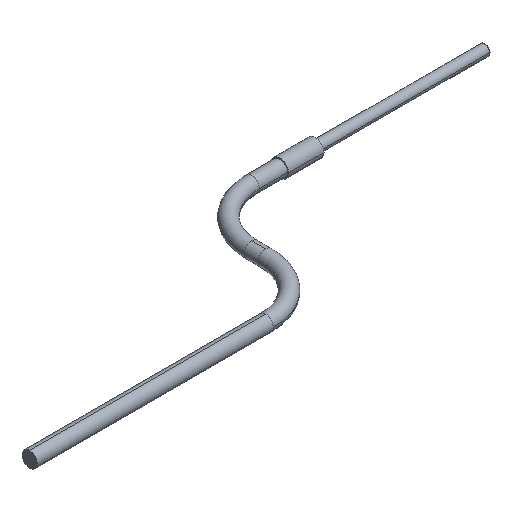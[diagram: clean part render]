
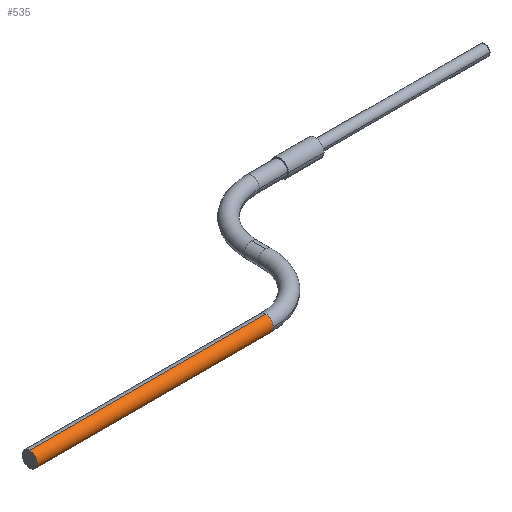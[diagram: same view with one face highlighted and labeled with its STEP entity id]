
A CAD part, isometric view. The second image highlights one B-rep face of the part: STEP entity #535.
In plain terms, the highlighted cylindrical face has radius 3.429 mm (diameter 6.858 mm), a partial arc.
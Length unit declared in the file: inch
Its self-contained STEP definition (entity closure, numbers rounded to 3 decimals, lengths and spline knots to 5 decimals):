
#4 = ORIENTED_EDGE ( 'NONE', *, *, #116, .T. ) ;
#40 = DIRECTION ( 'NONE',  ( -1., 0., 0. ) ) ;
#72 = ORIENTED_EDGE ( 'NONE', *, *, #317, .T. ) ;
#87 = CARTESIAN_POINT ( 'NONE',  ( -6.125, -2.25, 0.135 ) ) ;
#101 = EDGE_CURVE ( 'NONE', #139, #418, #258, .T. ) ;
#110 = CARTESIAN_POINT ( 'NONE',  ( -6.125, -2.25, -0.135 ) ) ;
#116 = EDGE_CURVE ( 'NONE', #634, #418, #215, .T. ) ;
#132 = DIRECTION ( 'NONE',  ( -1., 0., 0. ) ) ;
#139 = VERTEX_POINT ( 'NONE', #392 ) ;
#166 = VECTOR ( 'NONE', #236, 39.37008 ) ;
#173 = DIRECTION ( 'NONE',  ( 0., -1., 0. ) ) ;
#194 = CARTESIAN_POINT ( 'NONE',  ( -10.30566, -2.25, 0. ) ) ;
#215 = LINE ( 'NONE', #573, #166 ) ;
#219 = VECTOR ( 'NONE', #132, 39.37008 ) ;
#236 = DIRECTION ( 'NONE',  ( -1., 0., 0. ) ) ;
#237 = CYLINDRICAL_SURFACE ( 'NONE', #449, 0.135 ) ;
#252 = FACE_OUTER_BOUND ( 'NONE', #547, .T. ) ;
#258 = CIRCLE ( 'NONE', #531, 0.135 ) ;
#265 = VERTEX_POINT ( 'NONE', #636 ) ;
#286 = CARTESIAN_POINT ( 'NONE',  ( -6.125, -2.25, 0. ) ) ;
#297 = DIRECTION ( 'NONE',  ( 0., 0., 1. ) ) ;
#313 = VERTEX_POINT ( 'NONE', #110 ) ;
#317 = EDGE_CURVE ( 'NONE', #265, #634, #650, .T. ) ;
#336 = CARTESIAN_POINT ( 'NONE',  ( -6.125, -2.25, -0.135 ) ) ;
#391 = DIRECTION ( 'NONE',  ( 0., -1., 0. ) ) ;
#392 = CARTESIAN_POINT ( 'NONE',  ( -10.30566, -2.25, -0.135 ) ) ;
#406 = ORIENTED_EDGE ( 'NONE', *, *, #591, .F. ) ;
#411 = DIRECTION ( 'NONE',  ( 0., -1., 0. ) ) ;
#418 = VERTEX_POINT ( 'NONE', #450 ) ;
#447 = CIRCLE ( 'NONE', #653, 0.135 ) ;
#449 = AXIS2_PLACEMENT_3D ( 'NONE', #548, #559, #297 ) ;
#450 = CARTESIAN_POINT ( 'NONE',  ( -10.30566, -2.25, 0.135 ) ) ;
#476 = AXIS2_PLACEMENT_3D ( 'NONE', #286, #40, #391 ) ;
#490 = CARTESIAN_POINT ( 'NONE',  ( -6.125, -2.25, 0. ) ) ;
#531 = AXIS2_PLACEMENT_3D ( 'NONE', #194, #678, #411 ) ;
#535 = ADVANCED_FACE ( 'NONE', ( #252 ), #237, .T. ) ;
#547 = EDGE_LOOP ( 'NONE', ( #406, #566, #72, #4, #579 ) ) ;
#548 = CARTESIAN_POINT ( 'NONE',  ( -6.125, -2.25, 0. ) ) ;
#559 = DIRECTION ( 'NONE',  ( -1., 0., 0. ) ) ;
#566 = ORIENTED_EDGE ( 'NONE', *, *, #672, .T. ) ;
#573 = CARTESIAN_POINT ( 'NONE',  ( -6.125, -2.25, 0.135 ) ) ;
#579 = ORIENTED_EDGE ( 'NONE', *, *, #101, .F. ) ;
#591 = EDGE_CURVE ( 'NONE', #313, #139, #639, .T. ) ;
#596 = DIRECTION ( 'NONE',  ( -1., 0., 0. ) ) ;
#634 = VERTEX_POINT ( 'NONE', #87 ) ;
#636 = CARTESIAN_POINT ( 'NONE',  ( -6.125, -2.385, 0. ) ) ;
#639 = LINE ( 'NONE', #336, #219 ) ;
#650 = CIRCLE ( 'NONE', #476, 0.135 ) ;
#653 = AXIS2_PLACEMENT_3D ( 'NONE', #490, #596, #173 ) ;
#672 = EDGE_CURVE ( 'NONE', #313, #265, #447, .T. ) ;
#678 = DIRECTION ( 'NONE',  ( -1., 0., 0. ) ) ;
